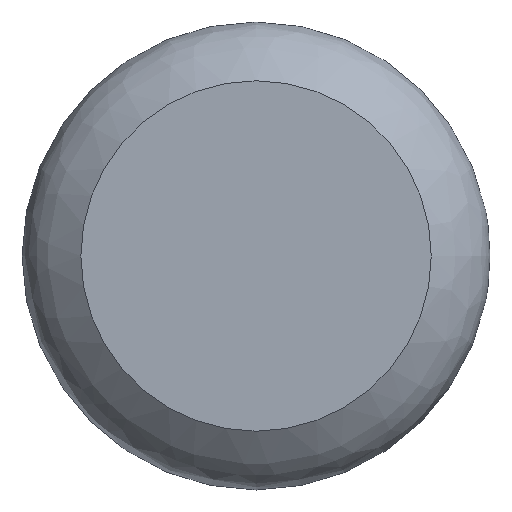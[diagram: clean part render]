
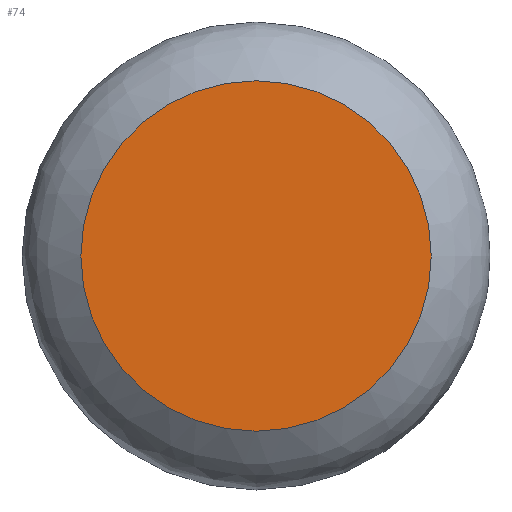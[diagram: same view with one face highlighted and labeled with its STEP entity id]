
A CAD part, front view. The second image highlights one B-rep face of the part: STEP entity #74.
In plain terms, the highlighted planar face has unit normal (0, -1, 0).
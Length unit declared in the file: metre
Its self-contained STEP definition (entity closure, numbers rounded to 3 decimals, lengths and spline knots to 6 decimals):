
#14=PLANE('',#95);
#20=ORIENTED_EDGE('',*,*,#31,.T.);
#31=EDGE_CURVE('',#37,#37,#43,.T.);
#37=VERTEX_POINT('',#306);
#43=CIRCLE('',#94,0.009);
#50=EDGE_LOOP('',(#20));
#62=FACE_BOUND('',#50,.T.);
#74=ADVANCED_FACE('',(#62),#14,.T.);
#94=AXIS2_PLACEMENT_3D('',#305,#109,#110);
#95=AXIS2_PLACEMENT_3D('',#307,#111,#112);
#109=DIRECTION('',(0.,-1.,0.));
#110=DIRECTION('',(1.,0.,0.));
#111=DIRECTION('',(0.,-1.,0.));
#112=DIRECTION('',(0.,0.,-1.));
#305=CARTESIAN_POINT('',(0.,0.,0.));
#306=CARTESIAN_POINT('',(0.009,0.,0.));
#307=CARTESIAN_POINT('',(0.005,0.,0.));
